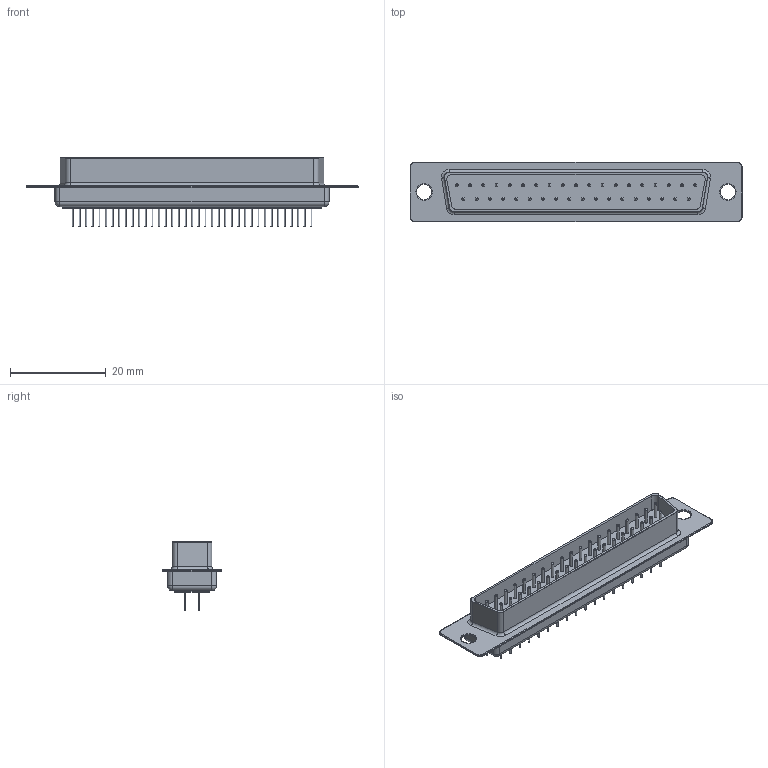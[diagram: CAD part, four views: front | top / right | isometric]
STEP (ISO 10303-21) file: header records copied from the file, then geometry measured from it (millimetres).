
FILE_DESCRIPTION(/* description */ ('model of DSUB-37_Male_Vertical_P2.77x2.84mm_MountingHoles'),/* implementation_level */ '2;1');
FILE_NAME(/* name */ 'DSUB-37_Male_Vertical_P2.77x2.84mm_MountingHoles.step',/* time_stamp */ '2019-01-05T14:17:48',/* author */ ('kicad StepUp','ksu'),/* organization */ ('FreeCAD'),/* preprocessor_version */ 'OCC',/* originating_system */ 'kicad StepUp',/* authorisation */ '');
FILE_SCHEMA(('AUTOMOTIVE_DESIGN { 1 0 10303 214 1 1 1 1 }'));
Length unit declared in the file: millimetre
Products named in the file (1): DSUB_78_male
Bounding box: 69.4 x 12.5 x 14.28 mm (x, y, z)
Volume: 3933.9 mm3; surface area: 5317.2 mm2
Topology: 2 solids, 3 shells, 358 faces, 707 edges, 428 vertices
Faces by surface type: cylinder 149, plane 111, revolution 74, torus 16, cone 4, sphere 4
Full cylindrical faces by diameter (mm): 0.3 x37, 0.6 x74, 3.2 x2
Entity records: 7301 total; most frequent: CARTESIAN_POINT 1447, ORIENTED_EDGE 1111, EDGE_CURVE 703, AXIS2_PLACEMENT_3D 630, FACE_BOUND 513, EDGE_LOOP 513, CIRCLE 470, VERTEX_POINT 428
